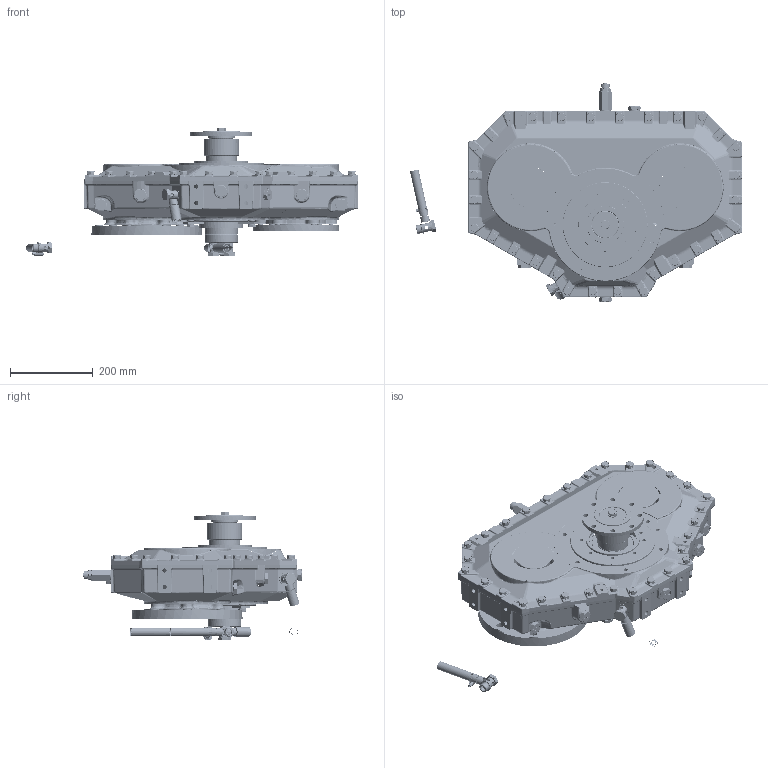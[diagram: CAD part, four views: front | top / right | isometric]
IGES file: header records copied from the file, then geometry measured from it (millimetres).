
Start section: SolidWorks IGES file using analytic representation for surfaces
Global section: file name: 1029017AD.igs; native system: SolidWorks 2015; preprocessor: SolidWorks 2015; author: smtservice; date: 190204.112615; units: millimetre
Bounding box: 800.96 x 528.8 x 310.5 mm (x, y, z)
Surface area: 2063103.5 mm2 (no closed solid volume)
Topology: 0 solids, 4 shells, 7527 faces, 112775 edges, 111511 vertices
Faces by surface type: bspline 4999, revolution 2528
